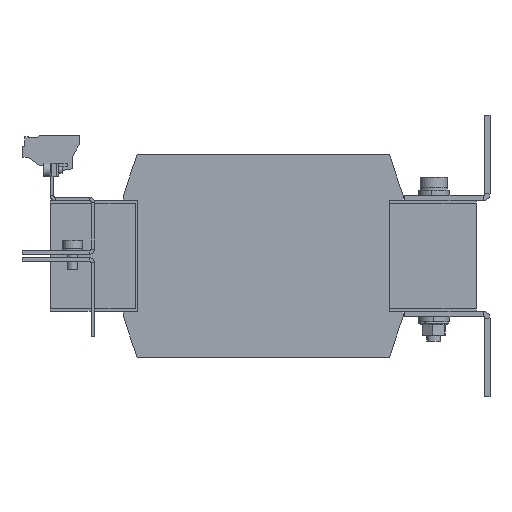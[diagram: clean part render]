
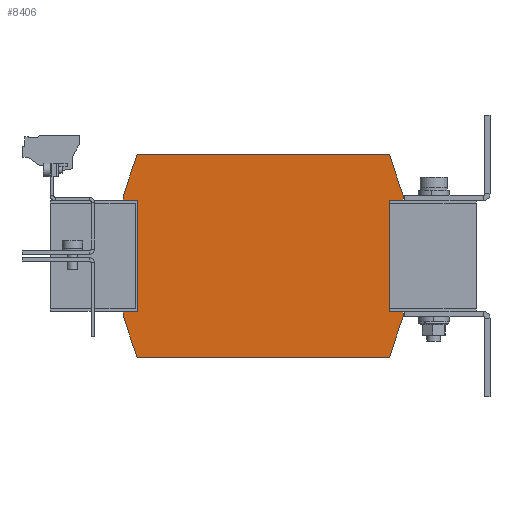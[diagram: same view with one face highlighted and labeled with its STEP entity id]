
A CAD part, left-side view. The second image highlights one B-rep face of the part: STEP entity #8406.
In plain terms, the highlighted planar face has unit normal (-1, 0, 0).
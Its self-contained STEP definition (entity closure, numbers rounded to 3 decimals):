
#11 = DIRECTION ( 'NONE',  ( 0., -1., 0. ) ) ;
#123 = DIRECTION ( 'NONE',  ( 0., 0.317, 0.948 ) ) ;
#160 = ORIENTED_EDGE ( 'NONE', *, *, #748, .F. ) ;
#273 = DIRECTION ( 'NONE',  ( 0., 0., -1. ) ) ;
#387 = VECTOR ( 'NONE', #1065, 1000. ) ;
#412 = CARTESIAN_POINT ( 'NONE',  ( -98.25, -82., 35.55 ) ) ;
#566 = LINE ( 'NONE', #5170, #14055 ) ;
#614 = CARTESIAN_POINT ( 'NONE',  ( -98.25, -74., -32.75 ) ) ;
#630 = CARTESIAN_POINT ( 'NONE',  ( -98.25, 82., 32.75 ) ) ;
#671 = VECTOR ( 'NONE', #11830, 1000. ) ;
#748 = EDGE_CURVE ( 'NONE', #12470, #13428, #6629, .T. ) ;
#813 = VECTOR ( 'NONE', #9777, 1000. ) ;
#1065 = DIRECTION ( 'NONE',  ( 0., 0., 1. ) ) ;
#1344 = VERTEX_POINT ( 'NONE', #3570 ) ;
#1440 = CARTESIAN_POINT ( 'NONE',  ( -98.25, 74., 59.5 ) ) ;
#1458 = VECTOR ( 'NONE', #3625, 1000. ) ;
#1982 = DIRECTION ( 'NONE',  ( 0., 0., -1. ) ) ;
#2006 = VECTOR ( 'NONE', #14456, 1000. ) ;
#2171 = CARTESIAN_POINT ( 'NONE',  ( -98.25, -74., -59.5 ) ) ;
#2358 = CARTESIAN_POINT ( 'NONE',  ( -98.25, 74., 32.75 ) ) ;
#2635 = DIRECTION ( 'NONE',  ( 0., 1., 0. ) ) ;
#2679 = EDGE_CURVE ( 'NONE', #9437, #7146, #12901, .T. ) ;
#2764 = DIRECTION ( 'NONE',  ( 0., -1., 0. ) ) ;
#2823 = DIRECTION ( 'NONE',  ( 1., 0., 0. ) ) ;
#3182 = ORIENTED_EDGE ( 'NONE', *, *, #15729, .F. ) ;
#3209 = EDGE_CURVE ( 'NONE', #5060, #1344, #566, .T. ) ;
#3286 = EDGE_CURVE ( 'NONE', #14568, #5060, #6540, .T. ) ;
#3570 = CARTESIAN_POINT ( 'NONE',  ( -98.25, -74., 32.75 ) ) ;
#3625 = DIRECTION ( 'NONE',  ( 0., -0.317, 0.948 ) ) ;
#3934 = CARTESIAN_POINT ( 'NONE',  ( -98.25, 74., -59.5 ) ) ;
#4000 = CARTESIAN_POINT ( 'NONE',  ( -98.25, -82., 32.75 ) ) ;
#4009 = CARTESIAN_POINT ( 'NONE',  ( -98.25, 0., 0. ) ) ;
#4105 = ORIENTED_EDGE ( 'NONE', *, *, #14615, .F. ) ;
#4162 = ORIENTED_EDGE ( 'NONE', *, *, #16458, .F. ) ;
#4317 = ORIENTED_EDGE ( 'NONE', *, *, #5777, .F. ) ;
#4342 = VECTOR ( 'NONE', #2635, 1000. ) ;
#4376 = DIRECTION ( 'NONE',  ( 0., 0., 1. ) ) ;
#4426 = VERTEX_POINT ( 'NONE', #7982 ) ;
#4449 = LINE ( 'NONE', #9870, #15345 ) ;
#4632 = VECTOR ( 'NONE', #14421, 1000. ) ;
#4643 = LINE ( 'NONE', #412, #671 ) ;
#4802 = LINE ( 'NONE', #13533, #813 ) ;
#4840 = CARTESIAN_POINT ( 'NONE',  ( -98.25, 82., 32.75 ) ) ;
#4849 = VERTEX_POINT ( 'NONE', #4933 ) ;
#4933 = CARTESIAN_POINT ( 'NONE',  ( -98.25, -74., 59.5 ) ) ;
#5060 = VERTEX_POINT ( 'NONE', #6875 ) ;
#5170 = CARTESIAN_POINT ( 'NONE',  ( -98.25, -74., 32.75 ) ) ;
#5424 = VECTOR ( 'NONE', #123, 1000. ) ;
#5768 = EDGE_CURVE ( 'NONE', #4849, #14568, #4643, .T. ) ;
#5777 = EDGE_CURVE ( 'NONE', #7146, #8314, #14556, .T. ) ;
#5942 = DIRECTION ( 'NONE',  ( 0., 0., 1. ) ) ;
#5973 = CARTESIAN_POINT ( 'NONE',  ( -98.25, 82., -32.75 ) ) ;
#6074 = LINE ( 'NONE', #15269, #13606 ) ;
#6267 = CARTESIAN_POINT ( 'NONE',  ( -98.25, 82., 35.55 ) ) ;
#6417 = CARTESIAN_POINT ( 'NONE',  ( -98.25, 82., -35.55 ) ) ;
#6540 = LINE ( 'NONE', #4000, #15638 ) ;
#6585 = FACE_OUTER_BOUND ( 'NONE', #11608, .T. ) ;
#6629 = LINE ( 'NONE', #6417, #5424 ) ;
#6688 = ORIENTED_EDGE ( 'NONE', *, *, #13951, .F. ) ;
#6756 = VECTOR ( 'NONE', #2764, 1000. ) ;
#6875 = CARTESIAN_POINT ( 'NONE',  ( -98.25, -82., 32.75 ) ) ;
#7101 = CARTESIAN_POINT ( 'NONE',  ( -98.25, -82., 35.55 ) ) ;
#7146 = VERTEX_POINT ( 'NONE', #4840 ) ;
#7242 = CARTESIAN_POINT ( 'NONE',  ( -98.25, 74., 59.5 ) ) ;
#7411 = ORIENTED_EDGE ( 'NONE', *, *, #7606, .F. ) ;
#7606 = EDGE_CURVE ( 'NONE', #4426, #11030, #4802, .T. ) ;
#7899 = CARTESIAN_POINT ( 'NONE',  ( -98.25, -82., -32.75 ) ) ;
#7982 = CARTESIAN_POINT ( 'NONE',  ( -98.25, -82., -35.55 ) ) ;
#8267 = CARTESIAN_POINT ( 'NONE',  ( -98.25, -74., 59.5 ) ) ;
#8314 = VERTEX_POINT ( 'NONE', #6267 ) ;
#8406 = ADVANCED_FACE ( 'NONE', ( #6585 ), #11629, .F. ) ;
#8422 = VECTOR ( 'NONE', #4376, 1000. ) ;
#8657 = CARTESIAN_POINT ( 'NONE',  ( -98.25, 82., -35.55 ) ) ;
#9016 = DIRECTION ( 'NONE',  ( 0., 1., 0. ) ) ;
#9164 = LINE ( 'NONE', #13822, #387 ) ;
#9437 = VERTEX_POINT ( 'NONE', #2358 ) ;
#9523 = LINE ( 'NONE', #3934, #4342 ) ;
#9542 = DIRECTION ( 'NONE',  ( 0., 1., 0. ) ) ;
#9595 = LINE ( 'NONE', #13325, #15114 ) ;
#9777 = DIRECTION ( 'NONE',  ( 0., 0.317, -0.948 ) ) ;
#9870 = CARTESIAN_POINT ( 'NONE',  ( -98.25, 74., 32.75 ) ) ;
#10127 = VERTEX_POINT ( 'NONE', #1440 ) ;
#10131 = EDGE_CURVE ( 'NONE', #15157, #11842, #13500, .T. ) ;
#10140 = VECTOR ( 'NONE', #9542, 1000. ) ;
#10559 = EDGE_CURVE ( 'NONE', #11030, #12470, #9523, .T. ) ;
#10724 = AXIS2_PLACEMENT_3D ( 'NONE', #4009, #2823, #273 ) ;
#11030 = VERTEX_POINT ( 'NONE', #2171 ) ;
#11448 = CARTESIAN_POINT ( 'NONE',  ( -98.25, 74., -32.75 ) ) ;
#11497 = ORIENTED_EDGE ( 'NONE', *, *, #3286, .F. ) ;
#11608 = EDGE_LOOP ( 'NONE', ( #13498, #4105, #15686, #4162, #160, #12210, #7411, #6688, #15167, #15603, #13242, #11497, #13827, #3182, #12275, #4317 ) ) ;
#11629 = PLANE ( 'NONE',  #10724 ) ;
#11830 = DIRECTION ( 'NONE',  ( 0., -0.317, -0.948 ) ) ;
#11842 = VERTEX_POINT ( 'NONE', #11448 ) ;
#12210 = ORIENTED_EDGE ( 'NONE', *, *, #10559, .F. ) ;
#12275 = ORIENTED_EDGE ( 'NONE', *, *, #12789, .F. ) ;
#12356 = EDGE_CURVE ( 'NONE', #13618, #12435, #6074, .T. ) ;
#12435 = VERTEX_POINT ( 'NONE', #7899 ) ;
#12470 = VERTEX_POINT ( 'NONE', #14045 ) ;
#12789 = EDGE_CURVE ( 'NONE', #8314, #10127, #13197, .T. ) ;
#12901 = LINE ( 'NONE', #630, #10140 ) ;
#13197 = LINE ( 'NONE', #7242, #1458 ) ;
#13206 = CARTESIAN_POINT ( 'NONE',  ( -98.25, 82., 35.55 ) ) ;
#13242 = ORIENTED_EDGE ( 'NONE', *, *, #3209, .F. ) ;
#13289 = CARTESIAN_POINT ( 'NONE',  ( -98.25, -74., -32.75 ) ) ;
#13325 = CARTESIAN_POINT ( 'NONE',  ( -98.25, -82., -35.55 ) ) ;
#13428 = VERTEX_POINT ( 'NONE', #8657 ) ;
#13498 = ORIENTED_EDGE ( 'NONE', *, *, #2679, .F. ) ;
#13500 = LINE ( 'NONE', #14084, #6756 ) ;
#13533 = CARTESIAN_POINT ( 'NONE',  ( -98.25, -74., -59.5 ) ) ;
#13606 = VECTOR ( 'NONE', #11, 1000. ) ;
#13618 = VERTEX_POINT ( 'NONE', #614 ) ;
#13628 = EDGE_CURVE ( 'NONE', #1344, #13618, #14742, .T. ) ;
#13822 = CARTESIAN_POINT ( 'NONE',  ( -98.25, 82., -32.75 ) ) ;
#13827 = ORIENTED_EDGE ( 'NONE', *, *, #5768, .F. ) ;
#13951 = EDGE_CURVE ( 'NONE', #12435, #4426, #9595, .T. ) ;
#14045 = CARTESIAN_POINT ( 'NONE',  ( -98.25, 74., -59.5 ) ) ;
#14055 = VECTOR ( 'NONE', #9016, 1000. ) ;
#14084 = CARTESIAN_POINT ( 'NONE',  ( -98.25, 74., -32.75 ) ) ;
#14421 = DIRECTION ( 'NONE',  ( 0., 0., -1. ) ) ;
#14456 = DIRECTION ( 'NONE',  ( 0., -1., 0. ) ) ;
#14556 = LINE ( 'NONE', #13206, #8422 ) ;
#14568 = VERTEX_POINT ( 'NONE', #7101 ) ;
#14615 = EDGE_CURVE ( 'NONE', #11842, #9437, #4449, .T. ) ;
#14742 = LINE ( 'NONE', #13289, #4632 ) ;
#15114 = VECTOR ( 'NONE', #1982, 1000. ) ;
#15157 = VERTEX_POINT ( 'NONE', #5973 ) ;
#15167 = ORIENTED_EDGE ( 'NONE', *, *, #12356, .F. ) ;
#15269 = CARTESIAN_POINT ( 'NONE',  ( -98.25, -82., -32.75 ) ) ;
#15345 = VECTOR ( 'NONE', #5942, 1000. ) ;
#15498 = LINE ( 'NONE', #8267, #2006 ) ;
#15517 = DIRECTION ( 'NONE',  ( 0., 0., -1. ) ) ;
#15603 = ORIENTED_EDGE ( 'NONE', *, *, #13628, .F. ) ;
#15638 = VECTOR ( 'NONE', #15517, 1000. ) ;
#15686 = ORIENTED_EDGE ( 'NONE', *, *, #10131, .F. ) ;
#15729 = EDGE_CURVE ( 'NONE', #10127, #4849, #15498, .T. ) ;
#16458 = EDGE_CURVE ( 'NONE', #13428, #15157, #9164, .T. ) ;
